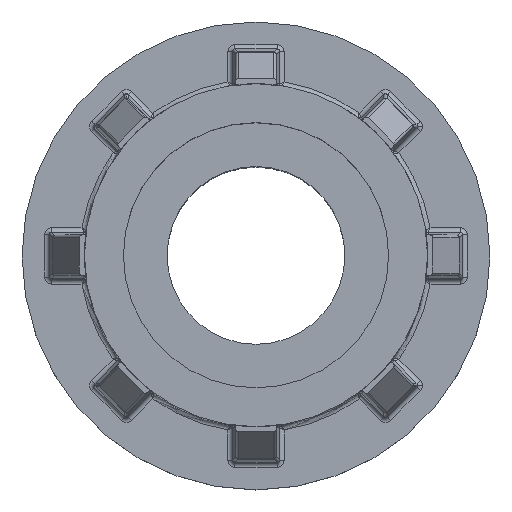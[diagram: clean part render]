
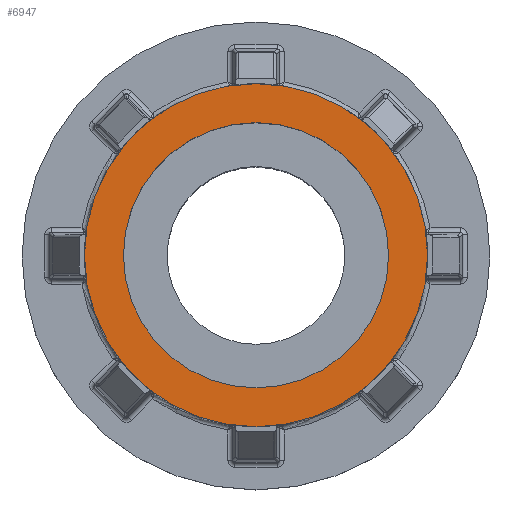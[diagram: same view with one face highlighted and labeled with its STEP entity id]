
A CAD part, top view. The second image highlights one B-rep face of the part: STEP entity #6947.
In plain terms, the highlighted planar face has unit normal (0, 0, 1).
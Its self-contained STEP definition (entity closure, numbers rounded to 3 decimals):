
#358 = CARTESIAN_POINT ( 'NONE',  ( -8.5, 0., 33. ) ) ;
#602 = ORIENTED_EDGE ( 'NONE', *, *, #9189, .F. ) ;
#1147 = FACE_OUTER_BOUND ( 'NONE', #4760, .T. ) ;
#1399 = ORIENTED_EDGE ( 'NONE', *, *, #9867, .F. ) ;
#1546 = VERTEX_POINT ( 'NONE', #6196 ) ;
#1809 = EDGE_LOOP ( 'NONE', ( #602, #1399 ) ) ;
#2078 = CARTESIAN_POINT ( 'NONE',  ( 0., 0., 33. ) ) ;
#2228 = ORIENTED_EDGE ( 'NONE', *, *, #10406, .T. ) ;
#2517 = DIRECTION ( 'NONE',  ( 0., 0., 1. ) ) ;
#2642 = CARTESIAN_POINT ( 'NONE',  ( 0., 0., 33. ) ) ;
#2873 = EDGE_CURVE ( 'NONE', #4096, #8978, #9241, .T. ) ;
#2893 = DIRECTION ( 'NONE',  ( 1., 0., 0. ) ) ;
#3352 = FACE_BOUND ( 'NONE', #1809, .T. ) ;
#3463 = DIRECTION ( 'NONE',  ( 1., 0., 0. ) ) ;
#3495 = DIRECTION ( 'NONE',  ( 0., 0., 1. ) ) ;
#3588 = DIRECTION ( 'NONE',  ( 0., 0., 1. ) ) ;
#3851 = CARTESIAN_POINT ( 'NONE',  ( -11., 0., 33. ) ) ;
#4096 = VERTEX_POINT ( 'NONE', #3851 ) ;
#4179 = AXIS2_PLACEMENT_3D ( 'NONE', #2642, #8415, #3463 ) ;
#4532 = AXIS2_PLACEMENT_3D ( 'NONE', #2078, #7838, #2893 ) ;
#4741 = CIRCLE ( 'NONE', #5238, 8.5 ) ;
#4760 = EDGE_LOOP ( 'NONE', ( #7929, #2228 ) ) ;
#5238 = AXIS2_PLACEMENT_3D ( 'NONE', #7434, #2517, #8279 ) ;
#5255 = CARTESIAN_POINT ( 'NONE',  ( 0., 0., 33. ) ) ;
#6196 = CARTESIAN_POINT ( 'NONE',  ( 8.5, 0., 33. ) ) ;
#6400 = AXIS2_PLACEMENT_3D ( 'NONE', #5255, #3588, #9391 ) ;
#6756 = CARTESIAN_POINT ( 'NONE',  ( 11., 0., 33. ) ) ;
#6947 = ADVANCED_FACE ( 'NONE', ( #3352, #1147 ), #8543, .T. ) ;
#7434 = CARTESIAN_POINT ( 'NONE',  ( 0., 0., 33. ) ) ;
#7838 = DIRECTION ( 'NONE',  ( 0., 0., 1. ) ) ;
#7929 = ORIENTED_EDGE ( 'NONE', *, *, #2873, .T. ) ;
#8191 = CIRCLE ( 'NONE', #4179, 11. ) ;
#8279 = DIRECTION ( 'NONE',  ( 1., 0., 0. ) ) ;
#8415 = DIRECTION ( 'NONE',  ( 0., 0., 1. ) ) ;
#8450 = CARTESIAN_POINT ( 'NONE',  ( 0., 0., 33. ) ) ;
#8543 = PLANE ( 'NONE',  #6400 ) ;
#8726 = CIRCLE ( 'NONE', #9952, 8.5 ) ;
#8978 = VERTEX_POINT ( 'NONE', #6756 ) ;
#9189 = EDGE_CURVE ( 'NONE', #1546, #10166, #8726, .T. ) ;
#9241 = CIRCLE ( 'NONE', #4532, 11. ) ;
#9291 = DIRECTION ( 'NONE',  ( 1., 0., 0. ) ) ;
#9391 = DIRECTION ( 'NONE',  ( 1., 0., 0. ) ) ;
#9867 = EDGE_CURVE ( 'NONE', #10166, #1546, #4741, .T. ) ;
#9952 = AXIS2_PLACEMENT_3D ( 'NONE', #8450, #3495, #9291 ) ;
#10166 = VERTEX_POINT ( 'NONE', #358 ) ;
#10406 = EDGE_CURVE ( 'NONE', #8978, #4096, #8191, .T. ) ;
